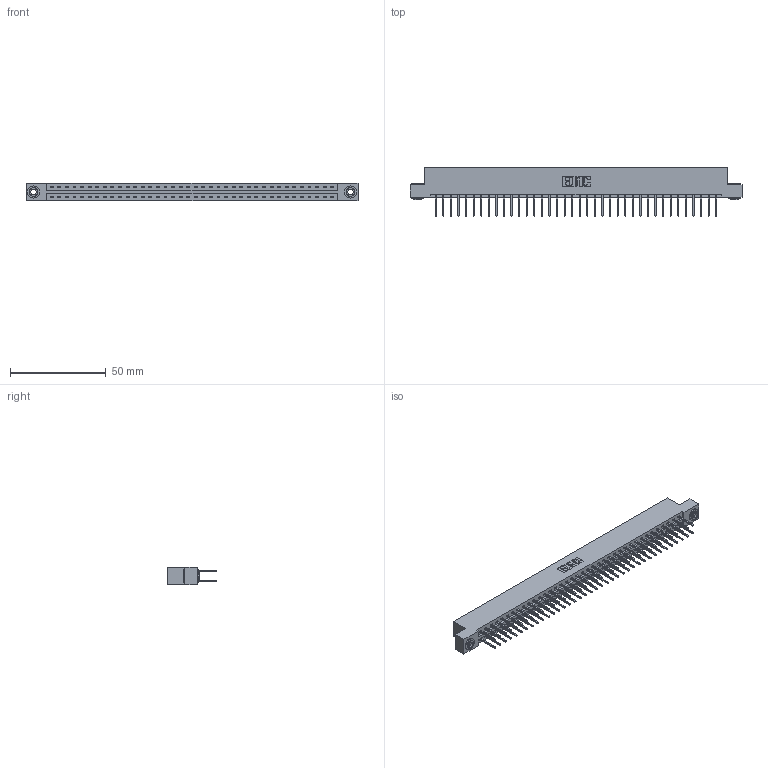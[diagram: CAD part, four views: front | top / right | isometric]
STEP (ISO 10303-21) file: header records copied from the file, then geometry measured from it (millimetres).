
FILE_DESCRIPTION (( 'STEP AP203' ), '1' );
FILE_NAME ('337-076-523-203.STEP', '2018-08-11T19:38:44', ( '' ), ( '' ), 'SwSTEP 2.0', 'SolidWorks 2016', '' );
FILE_SCHEMA (( 'CONFIG_CONTROL_DESIGN' ));
Length unit declared in the file: inch
Products named in the file (4): 337 Part_Flush Mounting Lugs - 0.156 Dia-TH; 345-292-001_345-293-123; 345-250-002_345-250-002-102; 337-076-523-203
Assembly tree (79 placements, depth 2):
  337-076-523-203
    337 Part_Flush Mounting Lugs - 0.156 Dia-TH
    345-292-001_345-293-123  x76
    345-250-002_345-250-002-102  x2
Bounding box: 173.58 x 25.15 x 9.4 mm (x, y, z)
Volume: 18415.6 mm3; surface area: 21744.6 mm2
Topology: 79 solids, 79 shells, 4256 faces, 12623 edges, 8310 vertices
Faces by surface type: plane 2968, cylinder 1280, cone 8
Entity records: 30648 total; most frequent: CARTESIAN_POINT 5141, ORIENTED_EDGE 5070, DIRECTION 4413, EDGE_CURVE 2535, VECTOR 2383, LINE 2383, VERTEX_POINT 1686, AXIS2_PLACEMENT_3D 1015
